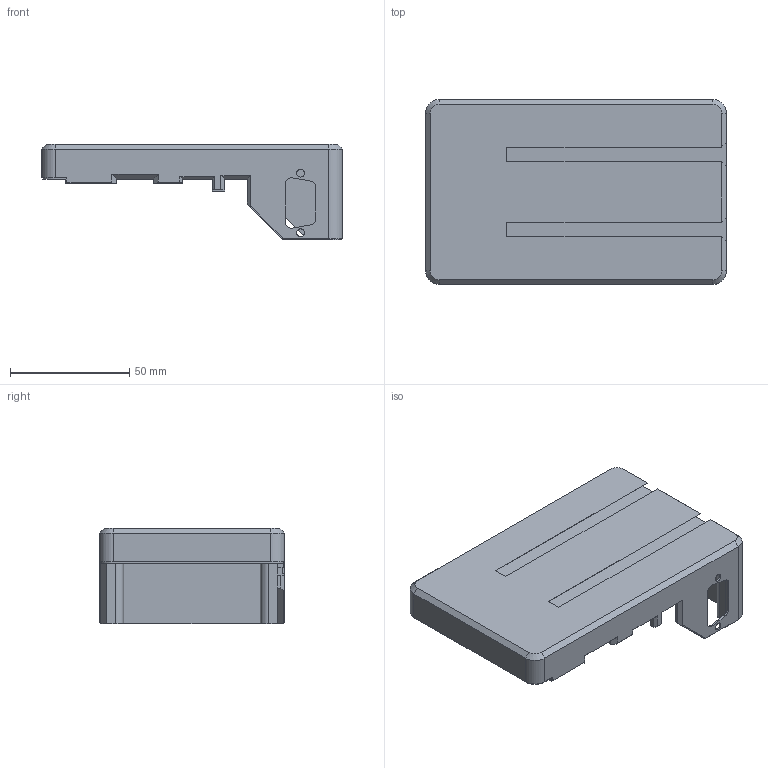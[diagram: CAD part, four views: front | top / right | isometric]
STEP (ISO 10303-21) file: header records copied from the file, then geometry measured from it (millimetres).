
FILE_DESCRIPTION(/* description */ (''),/* implementation_level */ '2;1');
FILE_NAME(/* name */ 'DLC32 2.1 Case Body bot.stp',/* time_stamp */ '2024-05-09T19:25:10+02:00',/* author */ ('bjoer'),/* organization */ (''),/* preprocessor_version */ 'ST-DEVELOPER v19.2',/* originating_system */ 'Autodesk Inventor 2024',/* authorisation */ '');
FILE_SCHEMA (('AUTOMOTIVE_DESIGN { 1 0 10303 214 3 1 1 }'));
Length unit declared in the file: millimetre
Products named in the file (1): DLC32 2.1 Case Body bot
Bounding box: 126 x 77.5 x 40 mm (x, y, z)
Volume: 79024.7 mm3; surface area: 39818.9 mm2
Topology: 1 solids, 1 shells, 136 faces, 359 edges, 233 vertices
Faces by surface type: plane 98, cylinder 30, cone 8
Full cylindrical faces by diameter (mm): 3.248 x2, 4.1 x8, 7.1 x4
Entity records: 4228 total; most frequent: CARTESIAN_POINT 755, ORIENTED_EDGE 718, DIRECTION 703, EDGE_CURVE 359, LINE 273, VECTOR 273, VERTEX_POINT 233, AXIS2_PLACEMENT_3D 215
